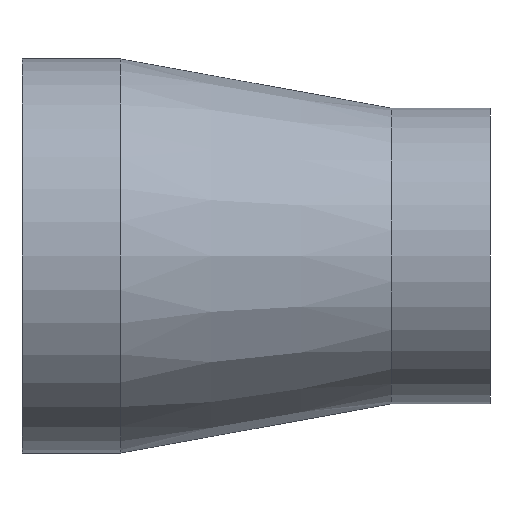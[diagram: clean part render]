
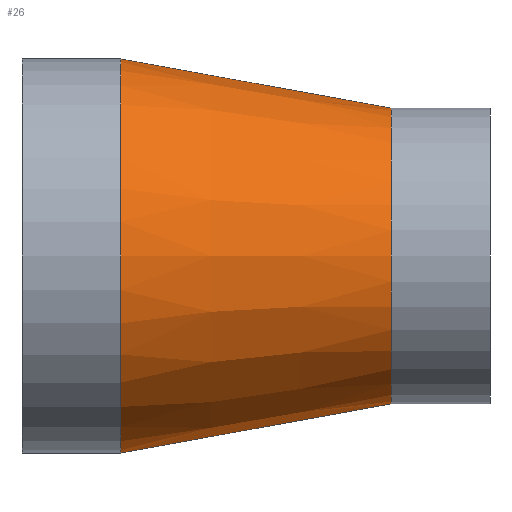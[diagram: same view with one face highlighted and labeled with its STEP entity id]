
A CAD part, front view. The second image highlights one B-rep face of the part: STEP entity #26.
In plain terms, the highlighted conical face has half-angle 10.305 degrees and reference radius 19.05 mm.
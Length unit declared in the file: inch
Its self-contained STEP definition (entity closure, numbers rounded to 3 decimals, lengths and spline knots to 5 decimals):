
#21 = VECTOR ( 'NONE', #370, 39.37008 ) ;
#26 = ADVANCED_FACE ( 'NONE', ( #171 ), #100, .T. ) ;
#29 = DIRECTION ( 'NONE',  ( -1., 0., 0. ) ) ;
#33 = CARTESIAN_POINT ( 'NONE',  ( 0.5, 0., 0. ) ) ;
#44 = VERTEX_POINT ( 'NONE', #179 ) ;
#45 = EDGE_CURVE ( 'NONE', #415, #230, #84, .T. ) ;
#49 = CARTESIAN_POINT ( 'NONE',  ( 1.875, 0., 0.75 ) ) ;
#51 = CIRCLE ( 'NONE', #307, 0.75 ) ;
#60 = CIRCLE ( 'NONE', #272, 1. ) ;
#84 = LINE ( 'NONE', #338, #21 ) ;
#92 = VECTOR ( 'NONE', #306, 39.37008 ) ;
#100 = CONICAL_SURFACE ( 'NONE', #385, 0.75, 0.18 ) ;
#102 = CARTESIAN_POINT ( 'NONE',  ( 1.875, 0., -0.75 ) ) ;
#124 = CARTESIAN_POINT ( 'NONE',  ( 0.5, 0., -1. ) ) ;
#142 = CARTESIAN_POINT ( 'NONE',  ( 1.875, 0., 0. ) ) ;
#148 = EDGE_CURVE ( 'NONE', #44, #168, #240, .T. ) ;
#162 = DIRECTION ( 'NONE',  ( 0., 0., 1. ) ) ;
#168 = VERTEX_POINT ( 'NONE', #213 ) ;
#171 = FACE_OUTER_BOUND ( 'NONE', #266, .T. ) ;
#179 = CARTESIAN_POINT ( 'NONE',  ( 1.875, 0., 0.75 ) ) ;
#189 = DIRECTION ( 'NONE',  ( 0., 0., 1. ) ) ;
#196 = ORIENTED_EDGE ( 'NONE', *, *, #357, .T. ) ;
#213 = CARTESIAN_POINT ( 'NONE',  ( 0.5, 0., 1. ) ) ;
#223 = DIRECTION ( 'NONE',  ( -1., 0., 0. ) ) ;
#227 = ORIENTED_EDGE ( 'NONE', *, *, #148, .T. ) ;
#230 = VERTEX_POINT ( 'NONE', #124 ) ;
#233 = ORIENTED_EDGE ( 'NONE', *, *, #45, .F. ) ;
#240 = LINE ( 'NONE', #49, #92 ) ;
#250 = CARTESIAN_POINT ( 'NONE',  ( 1.875, 0., 0. ) ) ;
#266 = EDGE_LOOP ( 'NONE', ( #233, #196, #227, #286 ) ) ;
#272 = AXIS2_PLACEMENT_3D ( 'NONE', #33, #223, #162 ) ;
#286 = ORIENTED_EDGE ( 'NONE', *, *, #390, .F. ) ;
#306 = DIRECTION ( 'NONE',  ( -0.984, 0., 0.179 ) ) ;
#307 = AXIS2_PLACEMENT_3D ( 'NONE', #250, #29, #189 ) ;
#338 = CARTESIAN_POINT ( 'NONE',  ( 1.875, 0., -0.75 ) ) ;
#357 = EDGE_CURVE ( 'NONE', #415, #44, #51, .T. ) ;
#362 = DIRECTION ( 'NONE',  ( 0., 0., 1. ) ) ;
#370 = DIRECTION ( 'NONE',  ( -0.984, 0., -0.179 ) ) ;
#385 = AXIS2_PLACEMENT_3D ( 'NONE', #142, #396, #362 ) ;
#390 = EDGE_CURVE ( 'NONE', #230, #168, #60, .T. ) ;
#396 = DIRECTION ( 'NONE',  ( -1., 0., 0. ) ) ;
#415 = VERTEX_POINT ( 'NONE', #102 ) ;
